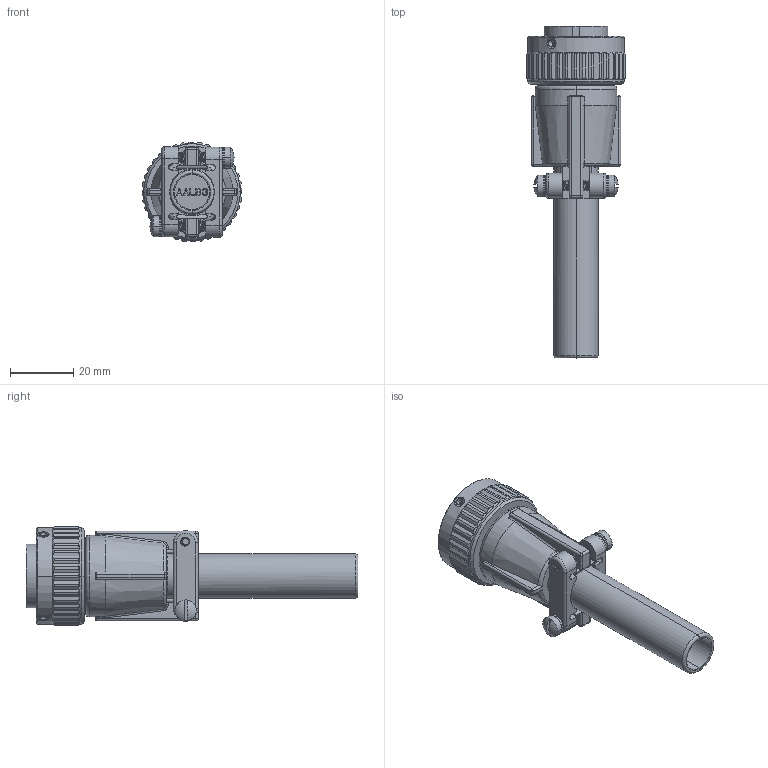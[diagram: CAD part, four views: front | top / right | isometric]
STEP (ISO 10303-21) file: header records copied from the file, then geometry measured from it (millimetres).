
FILE_DESCRIPTION((''),'2;1');
FILE_NAME('VG95234D-16S_SW0001','2023-03-29T09:41:58',('paultorloting'),('NET AG system integration'),'CREO PARAMETRIC BY PTC INC, 2021404','CREO PARAMETRIC BY PTC INC, 2021404','');
FILE_SCHEMA(('AUTOMOTIVE_DESIGN { 1 0 10303 214 1 1 1 1 }'));
Products named in the file (1): VG95234D-16S_SW0001
Bounding box: 31.72 x 105.31 x 31.72 mm (x, y, z)
Volume: 27784.7 mm3; surface area: 15631.3 mm2
Topology: 1 solids, 1 shells, 854 faces, 2320 edges, 1485 vertices
Faces by surface type: plane 439, cylinder 243, cone 74, bspline 54, torus 36, sphere 8
Entity records: 58256 total; most frequent: CARTESIAN_POINT 33306, ORIENTED_EDGE 4620, DIRECTION 3868, EDGE_CURVE 2310, VERTEX_POINT 1483, AXIS2_PLACEMENT_3D 1294, VECTOR 1277, LINE 1277
